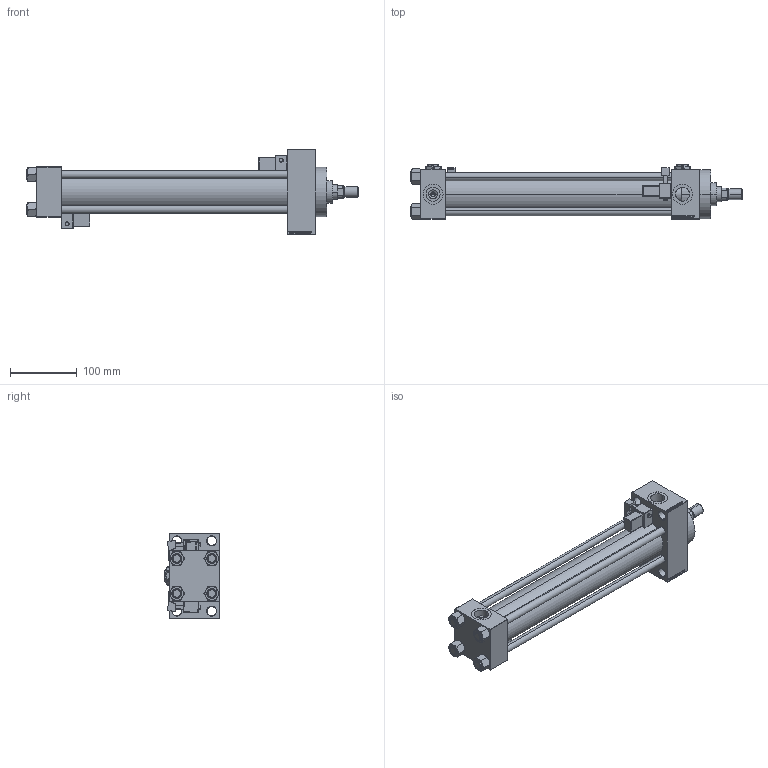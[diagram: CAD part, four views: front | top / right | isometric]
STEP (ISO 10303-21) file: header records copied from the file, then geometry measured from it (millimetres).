
FILE_DESCRIPTION (( 'STEP AP203' ), '1' );
FILE_NAME ('2c2f.STEP', '2024-10-02T09:33:34', ( '' ), ( '' ), 'SwSTEP 2.0', 'SolidWorks 2019', '' );
FILE_SCHEMA (( 'CONFIG_CONTROL_DESIGN' ));
Length unit declared in the file: millimetre
Products named in the file (9): V215CR_MSU 856efa2d14e93f0876986db90851490a; V215_VC_A 856efa2d14e93f0876986db90851490a; 2c2f; ROD_END_AH 856efa2d14e93f0876986db90851490a; NUT_M5_D 856efa2d14e93f0876986db90851490a; V215CR_D_Body 856efa2d14e93f0876986db90851490a; V215CR_VCP_D 856efa2d14e93f0876986db90851490a; Zatka_pro_OIL_PORT 856efa2d14e93f0876986db90851490a; V215CR_D_TYCINKA 856efa2d14e93f0876986db90851490a
Assembly tree (16 placements, depth 2):
  2c2f
    V215CR_D_Body 856efa2d14e93f0876986db90851490a
    V215CR_VCP_D 856efa2d14e93f0876986db90851490a
    NUT_M5_D 856efa2d14e93f0876986db90851490a  x4
    V215CR_D_TYCINKA 856efa2d14e93f0876986db90851490a  x4
    V215_VC_A 856efa2d14e93f0876986db90851490a
    ROD_END_AH 856efa2d14e93f0876986db90851490a
    V215CR_MSU 856efa2d14e93f0876986db90851490a  x2
    Zatka_pro_OIL_PORT 856efa2d14e93f0876986db90851490a  x2
Bounding box: 497 x 82.27 x 128 mm (x, y, z)
Volume: 1211558 mm3; surface area: 339548.5 mm2
Topology: 16 solids, 16 shells, 1372 faces, 3370 edges, 2132 vertices
Faces by surface type: plane 607, bspline 368, cone 188, cylinder 163, sphere 24, torus 22
Entity records: 51960 total; most frequent: CARTESIAN_POINT 26130, ORIENTED_EDGE 5658, DIRECTION 3913, EDGE_CURVE 2829, VERTEX_POINT 1834, LINE 1659, VECTOR 1659, EDGE_LOOP 1277
